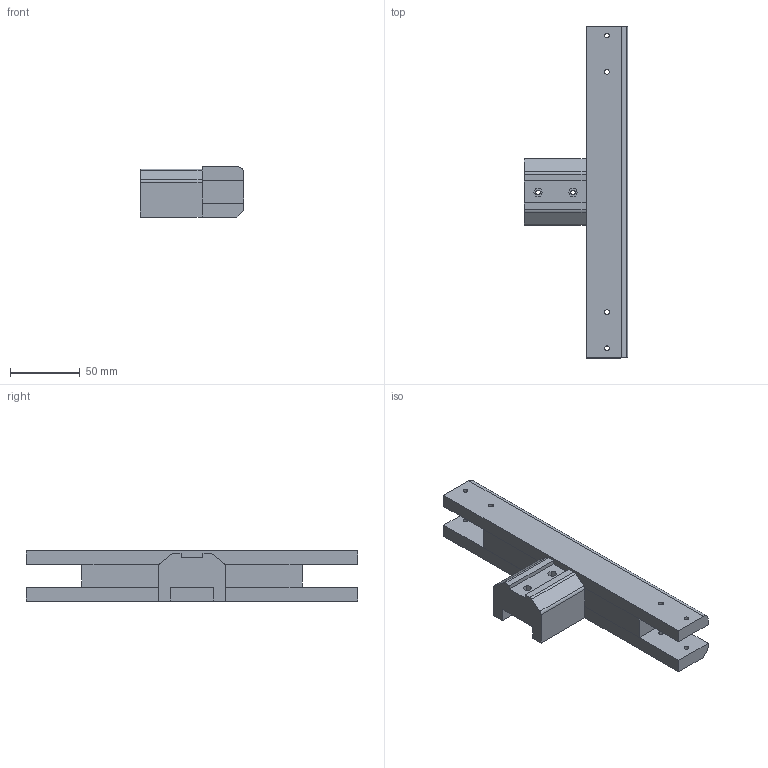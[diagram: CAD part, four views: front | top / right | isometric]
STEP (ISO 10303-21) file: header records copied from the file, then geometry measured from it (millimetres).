
FILE_DESCRIPTION(/* description */ ('STEP AP242 Edition 2','CAx-IF Rec.Pracs.---Representation and Presentation of Product Manufacturing Information (PMI)---4.0---2014-10-13','CAx-IF Rec.Pracs.---3D Tessellated Geometry---0.4---2014-09-14','2;1','CAx-IF Rec.Pracs.---User Defined Attributes---1.5---2016-08-15'),/* implementation_level */ '2;1');
FILE_NAME(/* name */ '69473db4c2b6b8ce355e6c18',/* time_stamp */ '2025-12-21T00:22:12Z',/* author */ (''),/* organization */ (''),/* preprocessor_version */ 'ST-DEVELOPER v20',/* originating_system */ 'ONSHAPE BY PTC INC, 1.208',/* authorisation */ ' ');
FILE_SCHEMA (('AP242_MANAGED_MODEL_BASED_3D_ENGINEERING_MIM_LF { 1 0 10303 442 3 1 4 }'));
Length unit declared in the file: metre
Products named in the file (1): Bottom_front_connector1_001
Bounding box: 74.45 x 238.12 x 36.03 mm (x, y, z)
Volume: 266908.5 mm3; surface area: 47225.7 mm2
Topology: 1 solids, 1 shells, 95 faces, 264 edges, 177 vertices
Faces by surface type: plane 78, cylinder 17
Full cylindrical faces by diameter (mm): 3.261 x1, 3.289 x2, 3.295 x2, 3.316 x1, 3.404 x2, 3.406 x2
Entity records: 2985 total; most frequent: CARTESIAN_POINT 517, ORIENTED_EDGE 498, DIRECTION 477, EDGE_CURVE 249, LINE 213, VECTOR 213, VERTEX_POINT 172, AXIS2_PLACEMENT_3D 132
